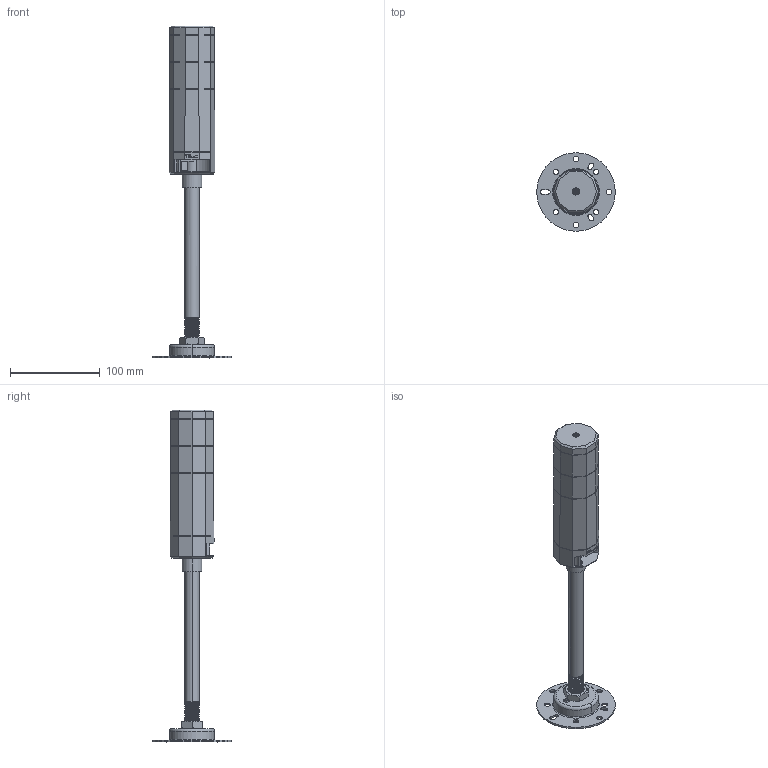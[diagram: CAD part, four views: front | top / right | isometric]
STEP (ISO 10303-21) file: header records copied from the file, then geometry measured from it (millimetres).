
FILE_DESCRIPTION((''),'2;1');
FILE_NAME('NLA50DC-2B4DZ SERIES.stp','2023-12-26T13:27:40',(''),(''),'Mechanical Desktop 2011','Mechanical Desktop 2011',', , ');
FILE_SCHEMA(('CONFIG_CONTROL_DESIGN'));
Length unit declared in the file: millimetre
Products named in the file (1): Product
Bounding box: 87.5 x 87.5 x 370 mm (x, y, z)
Volume: 336855.9 mm3; surface area: 86903.6 mm2
Topology: 19 solids, 19 shells, 522 faces, 1343 edges, 876 vertices
Faces by surface type: plane 312, cylinder 143, cone 26, bspline 25, torus 10, sphere 6
Entity records: 22091 total; most frequent: CARTESIAN_POINT 9366, ORIENTED_EDGE 2686, DIRECTION 2513, EDGE_CURVE 1343, VERTEX_POINT 876, AXIS2_PLACEMENT_3D 845, VECTOR 823, LINE 823
